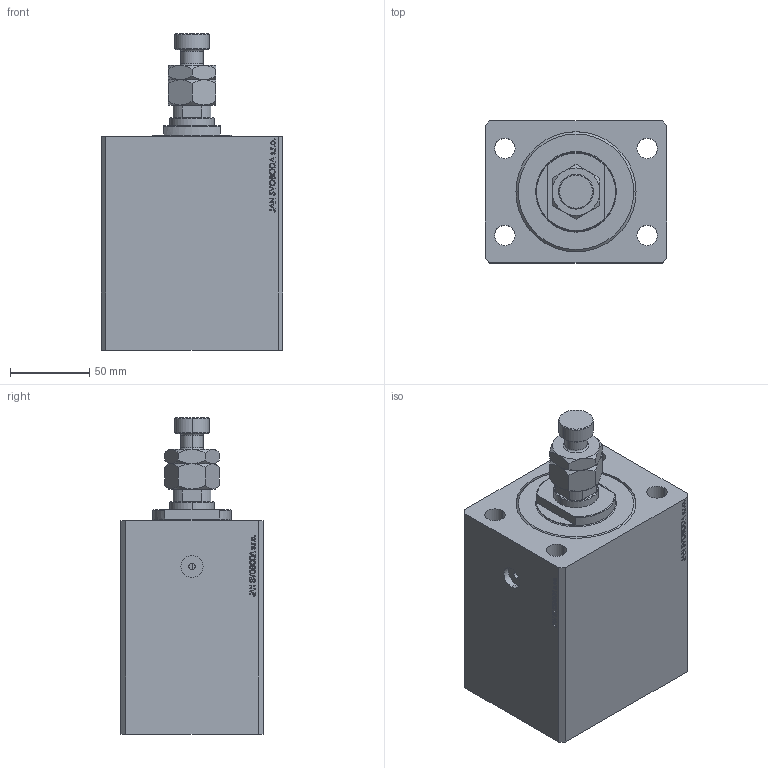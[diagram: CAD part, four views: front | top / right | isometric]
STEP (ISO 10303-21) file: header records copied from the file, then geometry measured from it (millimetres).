
FILE_DESCRIPTION (( 'STEP AP203' ), '1' );
FILE_NAME ('5a1d.STEP', '2023-10-07T23:35:11', ( '' ), ( '' ), 'SwSTEP 2.0', 'SolidWorks 2019', '' );
FILE_SCHEMA (( 'CONFIG_CONTROL_DESIGN' ));
Length unit declared in the file: millimetre
Products named in the file (5): MFA 5010f747a62d18fe415c7930cc383de6; V250CE_C_Body 5010f747a62d18fe415c7930cc383de6; 5a1d; V250CE_C_VCP 5010f747a62d18fe415c7930cc383de6; V250CE_VC_C 5010f747a62d18fe415c7930cc383de6
Assembly tree (4 placements, depth 2):
  5a1d
    V250CE_C_Body 5010f747a62d18fe415c7930cc383de6
    V250CE_C_VCP 5010f747a62d18fe415c7930cc383de6
    V250CE_VC_C 5010f747a62d18fe415c7930cc383de6
    MFA 5010f747a62d18fe415c7930cc383de6
Bounding box: 115 x 90 x 200 mm (x, y, z)
Volume: 1228335.2 mm3; surface area: 169589.7 mm2
Topology: 4 solids, 4 shells, 920 faces, 2356 edges, 1549 vertices
Faces by surface type: plane 444, bspline 374, cylinder 50, cone 42, torus 10
Entity records: 46301 total; most frequent: CARTESIAN_POINT 26002, ORIENTED_EDGE 4708, DIRECTION 2800, EDGE_CURVE 2354, VERTEX_POINT 1549, VECTOR 1386, LINE 1386, EDGE_LOOP 1043
